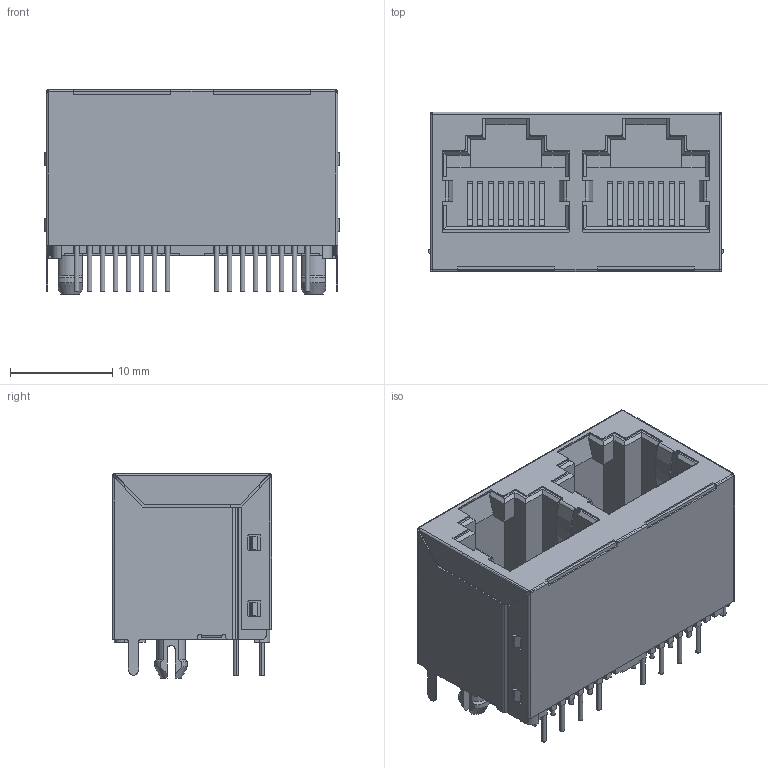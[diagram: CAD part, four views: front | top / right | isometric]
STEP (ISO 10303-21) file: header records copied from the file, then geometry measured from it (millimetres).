
FILE_DESCRIPTION((''),'2;1');
FILE_NAME('RJ45-TH_R-RJ45S08P-B200','2022-12-01T11:45:03',('win'),(''),'CREO PARAMETRIC BY PTC INC, 2020033','CREO PARAMETRIC BY PTC INC, 2020033','');
FILE_SCHEMA(('AUTOMOTIVE_DESIGN { 1 0 10303 214 1 1 1 1 }'));
Length unit declared in the file: millimetre
Products named in the file (1): RJ45-TH_R-RJ45S08P-B200
Bounding box: 28.95 x 15.61 x 20 mm (x, y, z)
Volume: 4509 mm3; surface area: 7299.4 mm2
Topology: 2 solids, 2 shells, 942 faces, 2636 edges, 1737 vertices
Faces by surface type: plane 629, cylinder 232, extrusion 73, cone 8
Entity records: 36588 total; most frequent: CARTESIAN_POINT 6453, ORIENTED_EDGE 5272, DIRECTION 4713, EDGE_CURVE 2636, VECTOR 2063, LINE 1990, VERTEX_POINT 1737, AXIS2_PLACEMENT_3D 1325
